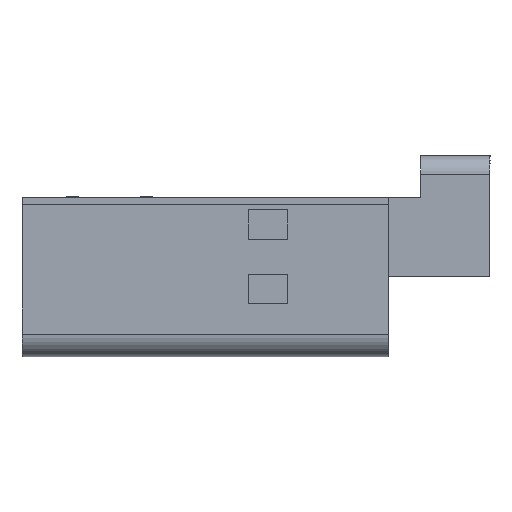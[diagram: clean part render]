
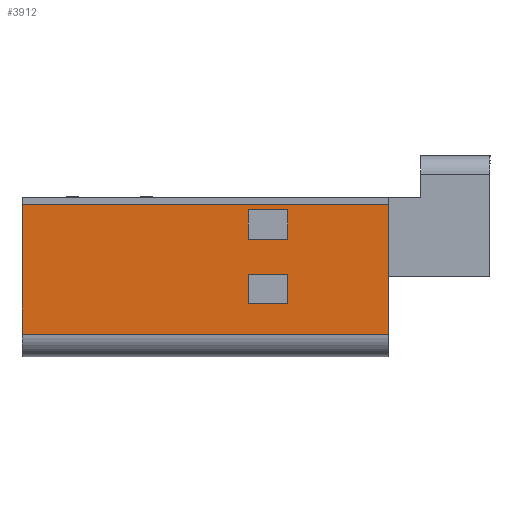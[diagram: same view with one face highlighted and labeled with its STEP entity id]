
A CAD part, front view. The second image highlights one B-rep face of the part: STEP entity #3912.
In plain terms, the highlighted planar face has unit normal (0, -1, 0).
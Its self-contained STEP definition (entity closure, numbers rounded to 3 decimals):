
#46 = ORIENTED_EDGE ( 'NONE', *, *, #64, .F. ) ;
#50 = CARTESIAN_POINT ( 'NONE',  ( 24.313, 0.725, 2.708 ) ) ;
#64 = EDGE_CURVE ( 'NONE', #953, #4116, #3983, .T. ) ;
#165 = CARTESIAN_POINT ( 'NONE',  ( 22.313, 0.725, 2.708 ) ) ;
#184 = DIRECTION ( 'NONE',  ( 0., 0., 1. ) ) ;
#213 = ORIENTED_EDGE ( 'NONE', *, *, #3825, .F. ) ;
#230 = DIRECTION ( 'NONE',  ( 0., 0., -1. ) ) ;
#249 = LINE ( 'NONE', #988, #3994 ) ;
#250 = DIRECTION ( 'NONE',  ( 0., 0., -1. ) ) ;
#253 = CARTESIAN_POINT ( 'NONE',  ( 22.313, 0.725, -0.562 ) ) ;
#265 = CARTESIAN_POINT ( 'NONE',  ( 10.871, 0.725, -3.585 ) ) ;
#293 = EDGE_CURVE ( 'NONE', #1917, #2663, #1602, .T. ) ;
#316 = EDGE_CURVE ( 'NONE', #1203, #3620, #1713, .T. ) ;
#401 = LINE ( 'NONE', #3760, #1982 ) ;
#435 = DIRECTION ( 'NONE',  ( 1., 0., 0. ) ) ;
#512 = DIRECTION ( 'NONE',  ( -1., 0., 0. ) ) ;
#531 = CARTESIAN_POINT ( 'NONE',  ( 22.313, 0.725, 1.208 ) ) ;
#537 = ORIENTED_EDGE ( 'NONE', *, *, #2107, .T. ) ;
#611 = EDGE_CURVE ( 'NONE', #3293, #1638, #790, .T. ) ;
#740 = CARTESIAN_POINT ( 'NONE',  ( 24.313, 0.725, -2.062 ) ) ;
#746 = LINE ( 'NONE', #2433, #2220 ) ;
#754 = EDGE_CURVE ( 'NONE', #1638, #1739, #249, .T. ) ;
#790 = LINE ( 'NONE', #2158, #1698 ) ;
#812 = DIRECTION ( 'NONE',  ( -1., 0., 0. ) ) ;
#880 = CARTESIAN_POINT ( 'NONE',  ( 10.871, 0.725, 2.958 ) ) ;
#891 = EDGE_CURVE ( 'NONE', #1535, #3293, #401, .T. ) ;
#893 = ORIENTED_EDGE ( 'NONE', *, *, #2083, .F. ) ;
#953 = VERTEX_POINT ( 'NONE', #740 ) ;
#988 = CARTESIAN_POINT ( 'NONE',  ( 24.313, 0.725, 2.708 ) ) ;
#1038 = VECTOR ( 'NONE', #184, 1000. ) ;
#1153 = CARTESIAN_POINT ( 'NONE',  ( 22.313, 0.725, -0.562 ) ) ;
#1203 = VERTEX_POINT ( 'NONE', #265 ) ;
#1262 = DIRECTION ( 'NONE',  ( 0., 0., -1. ) ) ;
#1332 = ORIENTED_EDGE ( 'NONE', *, *, #891, .F. ) ;
#1451 = ORIENTED_EDGE ( 'NONE', *, *, #1499, .F. ) ;
#1482 = EDGE_CURVE ( 'NONE', #2663, #953, #4241, .T. ) ;
#1497 = CARTESIAN_POINT ( 'NONE',  ( 22.313, 0.725, 2.708 ) ) ;
#1499 = EDGE_CURVE ( 'NONE', #4116, #1917, #3560, .T. ) ;
#1509 = CARTESIAN_POINT ( 'NONE',  ( 22.313, 0.725, -0.562 ) ) ;
#1535 = VERTEX_POINT ( 'NONE', #1497 ) ;
#1574 = EDGE_LOOP ( 'NONE', ( #4181, #1332, #213, #2713 ) ) ;
#1602 = LINE ( 'NONE', #253, #2477 ) ;
#1638 = VERTEX_POINT ( 'NONE', #2703 ) ;
#1650 = FACE_BOUND ( 'NONE', #4447, .T. ) ;
#1698 = VECTOR ( 'NONE', #2175, 1000. ) ;
#1713 = LINE ( 'NONE', #3804, #2627 ) ;
#1739 = VERTEX_POINT ( 'NONE', #50 ) ;
#1748 = DIRECTION ( 'NONE',  ( 0., 0., -1. ) ) ;
#1756 = CARTESIAN_POINT ( 'NONE',  ( 29.413, 0.725, -3.585 ) ) ;
#1781 = AXIS2_PLACEMENT_3D ( 'NONE', #3401, #3766, #1262 ) ;
#1917 = VERTEX_POINT ( 'NONE', #1509 ) ;
#1963 = ORIENTED_EDGE ( 'NONE', *, *, #316, .T. ) ;
#1973 = DIRECTION ( 'NONE',  ( 0., 0., 1. ) ) ;
#1982 = VECTOR ( 'NONE', #1748, 1000. ) ;
#1983 = FACE_OUTER_BOUND ( 'NONE', #3458, .T. ) ;
#2072 = DIRECTION ( 'NONE',  ( 1., 0., 0. ) ) ;
#2083 = EDGE_CURVE ( 'NONE', #2526, #3620, #2295, .T. ) ;
#2107 = EDGE_CURVE ( 'NONE', #3029, #1203, #2966, .T. ) ;
#2115 = ORIENTED_EDGE ( 'NONE', *, *, #4046, .F. ) ;
#2129 = VECTOR ( 'NONE', #250, 1000. ) ;
#2158 = CARTESIAN_POINT ( 'NONE',  ( 22.313, 0.725, 1.208 ) ) ;
#2175 = DIRECTION ( 'NONE',  ( 1., 0., 0. ) ) ;
#2184 = CARTESIAN_POINT ( 'NONE',  ( 22.313, 0.725, -2.062 ) ) ;
#2220 = VECTOR ( 'NONE', #2072, 1000. ) ;
#2295 = LINE ( 'NONE', #3304, #4080 ) ;
#2411 = CARTESIAN_POINT ( 'NONE',  ( 24.313, 0.725, -0.562 ) ) ;
#2433 = CARTESIAN_POINT ( 'NONE',  ( 10.871, 0.725, 2.958 ) ) ;
#2477 = VECTOR ( 'NONE', #2678, 1000. ) ;
#2486 = CARTESIAN_POINT ( 'NONE',  ( 22.313, 0.725, -2.062 ) ) ;
#2526 = VERTEX_POINT ( 'NONE', #3493 ) ;
#2567 = LINE ( 'NONE', #165, #3730 ) ;
#2627 = VECTOR ( 'NONE', #435, 1000. ) ;
#2628 = CARTESIAN_POINT ( 'NONE',  ( 10.871, 0.725, -3.585 ) ) ;
#2663 = VERTEX_POINT ( 'NONE', #2184 ) ;
#2678 = DIRECTION ( 'NONE',  ( 0., 0., -1. ) ) ;
#2703 = CARTESIAN_POINT ( 'NONE',  ( 24.313, 0.725, 1.208 ) ) ;
#2705 = FACE_BOUND ( 'NONE', #1574, .T. ) ;
#2713 = ORIENTED_EDGE ( 'NONE', *, *, #754, .F. ) ;
#2842 = DIRECTION ( 'NONE',  ( 1., 0., 0. ) ) ;
#2966 = LINE ( 'NONE', #2628, #2129 ) ;
#3029 = VERTEX_POINT ( 'NONE', #880 ) ;
#3256 = CARTESIAN_POINT ( 'NONE',  ( 24.313, 0.725, -0.562 ) ) ;
#3293 = VERTEX_POINT ( 'NONE', #531 ) ;
#3304 = CARTESIAN_POINT ( 'NONE',  ( 29.413, 0.725, -3.585 ) ) ;
#3401 = CARTESIAN_POINT ( 'NONE',  ( 10.871, 0.725, -3.585 ) ) ;
#3458 = EDGE_LOOP ( 'NONE', ( #893, #2115, #537, #1963 ) ) ;
#3493 = CARTESIAN_POINT ( 'NONE',  ( 29.413, 0.725, 2.958 ) ) ;
#3494 = VECTOR ( 'NONE', #512, 1000. ) ;
#3560 = LINE ( 'NONE', #1153, #3494 ) ;
#3620 = VERTEX_POINT ( 'NONE', #1756 ) ;
#3730 = VECTOR ( 'NONE', #812, 1000. ) ;
#3760 = CARTESIAN_POINT ( 'NONE',  ( 22.313, 0.725, 2.708 ) ) ;
#3766 = DIRECTION ( 'NONE',  ( 0., -1., 0. ) ) ;
#3804 = CARTESIAN_POINT ( 'NONE',  ( 10.871, 0.725, -3.585 ) ) ;
#3825 = EDGE_CURVE ( 'NONE', #1739, #1535, #2567, .T. ) ;
#3912 = ADVANCED_FACE ( 'NONE', ( #2705, #1983, #1650 ), #4008, .T. ) ;
#3922 = VECTOR ( 'NONE', #2842, 1000. ) ;
#3924 = ORIENTED_EDGE ( 'NONE', *, *, #1482, .F. ) ;
#3983 = LINE ( 'NONE', #3256, #1038 ) ;
#3994 = VECTOR ( 'NONE', #1973, 1000. ) ;
#4008 = PLANE ( 'NONE',  #1781 ) ;
#4046 = EDGE_CURVE ( 'NONE', #3029, #2526, #746, .T. ) ;
#4080 = VECTOR ( 'NONE', #230, 1000. ) ;
#4116 = VERTEX_POINT ( 'NONE', #2411 ) ;
#4181 = ORIENTED_EDGE ( 'NONE', *, *, #611, .F. ) ;
#4241 = LINE ( 'NONE', #2486, #3922 ) ;
#4343 = ORIENTED_EDGE ( 'NONE', *, *, #293, .F. ) ;
#4447 = EDGE_LOOP ( 'NONE', ( #3924, #4343, #1451, #46 ) ) ;
